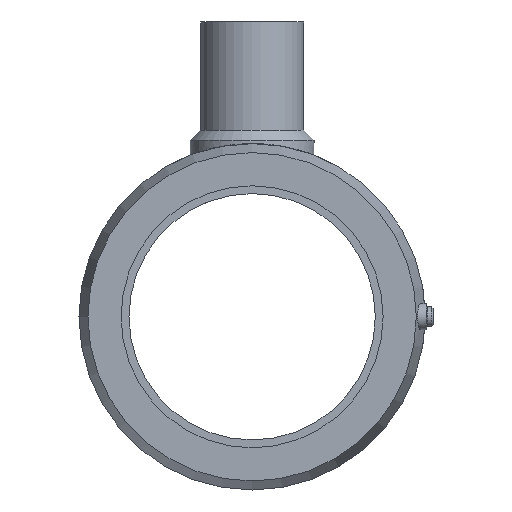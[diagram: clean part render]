
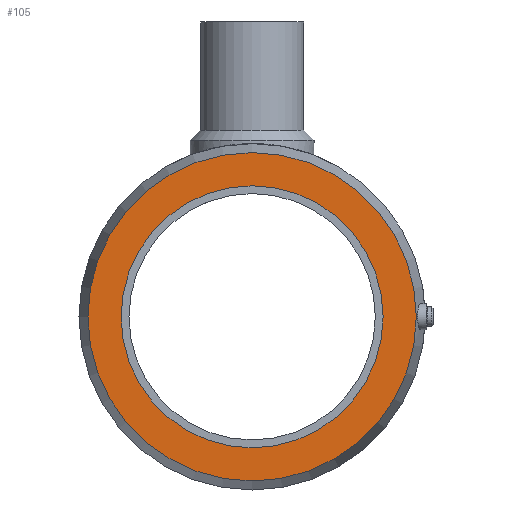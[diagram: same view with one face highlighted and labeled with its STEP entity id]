
A CAD part, left-side view. The second image highlights one B-rep face of the part: STEP entity #105.
In plain terms, the highlighted planar face has unit normal (-1, 0, 0).
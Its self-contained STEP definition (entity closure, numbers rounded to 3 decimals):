
#105 = ADVANCED_FACE( '', ( #244, #245 ), #246, .F. );
#244 = FACE_OUTER_BOUND( '', #409, .T. );
#245 = FACE_BOUND( '', #410, .T. );
#246 = PLANE( '', #411 );
#409 = EDGE_LOOP( '', ( #610 ) );
#410 = EDGE_LOOP( '', ( #611 ) );
#411 = AXIS2_PLACEMENT_3D( '', #612, #613, #614 );
#610 = ORIENTED_EDGE( '', *, *, #730, .F. );
#611 = ORIENTED_EDGE( '', *, *, #771, .T. );
#612 = CARTESIAN_POINT( '', ( 0., 0., 0. ) );
#613 = DIRECTION( '', ( 1., 0., 0. ) );
#614 = DIRECTION( '', ( 0., 0., -1. ) );
#730 = EDGE_CURVE( '', #817, #817, #818, .T. );
#771 = EDGE_CURVE( '', #882, #882, #883, .T. );
#817 = VERTEX_POINT( '', #936 );
#818 = CIRCLE( '', #937, 100.25 );
#882 = VERTEX_POINT( '', #1545 );
#883 = CIRCLE( '', #1546, 80. );
#936 = CARTESIAN_POINT( '', ( 0., 0., -100.25 ) );
#937 = AXIS2_PLACEMENT_3D( '', #1602, #1603, #1604 );
#1545 = CARTESIAN_POINT( '', ( 0., 0., -80. ) );
#1546 = AXIS2_PLACEMENT_3D( '', #1656, #1657, #1658 );
#1602 = CARTESIAN_POINT( '', ( 0., 0., 0. ) );
#1603 = DIRECTION( '', ( 1., 0., 0. ) );
#1604 = DIRECTION( '', ( 0., 0., -1. ) );
#1656 = CARTESIAN_POINT( '', ( 0., 0., 0. ) );
#1657 = DIRECTION( '', ( 1., 0., 0. ) );
#1658 = DIRECTION( '', ( 0., 0., -1. ) );
